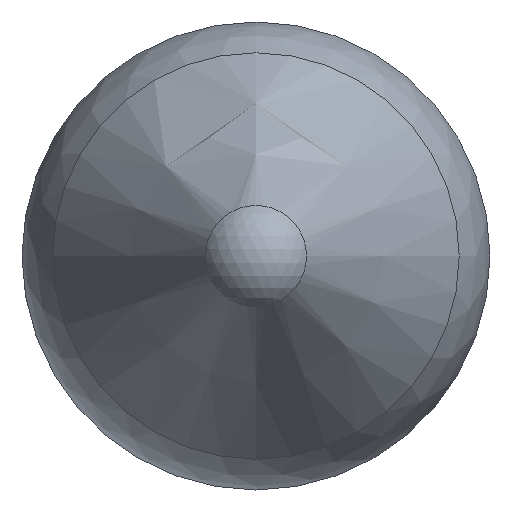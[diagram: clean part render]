
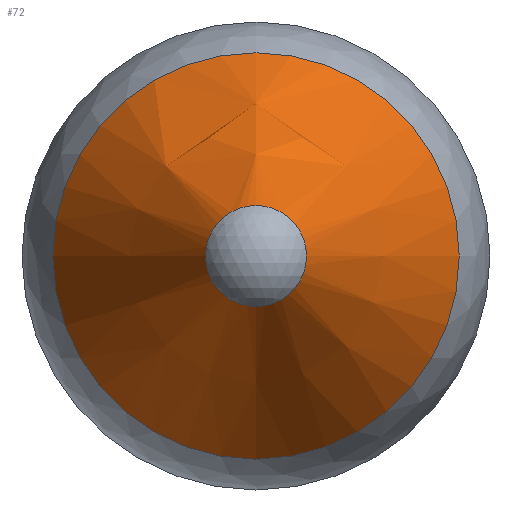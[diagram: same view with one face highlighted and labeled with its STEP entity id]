
A CAD part, front view. The second image highlights one B-rep face of the part: STEP entity #72.
In plain terms, the highlighted free-form (B-spline) face has degree [2, 2] with [3, 9] control points.
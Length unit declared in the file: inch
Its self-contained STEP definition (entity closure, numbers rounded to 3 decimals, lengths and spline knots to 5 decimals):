
#15=(
BOUNDED_SURFACE()
B_SPLINE_SURFACE(2,2,((#140,#141,#142,#143,#144,#145,#146,#147,#148),(#149,
#150,#151,#152,#153,#154,#155,#156,#157),(#158,#159,#160,#161,#162,#163,
#164,#165,#166)),.UNSPECIFIED.,.F.,.T.,.F.)
B_SPLINE_SURFACE_WITH_KNOTS((3,3),(3,2,2,2,3),(0.51907,0.52813),
(-3.14159,-1.5708,0.,1.5708,3.14159),
 .UNSPECIFIED.)
GEOMETRIC_REPRESENTATION_ITEM()
RATIONAL_B_SPLINE_SURFACE(((1.,0.707,1.,0.707,1.,
0.707,1.,0.707,1.),(1.,0.707,
1.,0.707,1.,0.707,
1.,0.707,1.),(1.,0.707,
1.,0.707,1.,0.707,1.,0.707,1.)))
REPRESENTATION_ITEM('')
SURFACE()
);
#24=FACE_OUTER_BOUND('',#29,.T.);
#29=EDGE_LOOP('',(#62,#63,#64,#65));
#30=CIRCLE('',#88,0.04049);
#35=CIRCLE('',#96,0.1628);
#36=CIRCLE('',#97,27.);
#37=VERTEX_POINT('',#125);
#41=VERTEX_POINT('',#137);
#42=EDGE_CURVE('',#37,#37,#30,.T.);
#48=EDGE_CURVE('',#41,#41,#35,.T.);
#49=EDGE_CURVE('',#37,#41,#36,.T.);
#62=ORIENTED_EDGE('',*,*,#42,.F.);
#63=ORIENTED_EDGE('',*,*,#49,.T.);
#64=ORIENTED_EDGE('',*,*,#48,.T.);
#65=ORIENTED_EDGE('',*,*,#49,.F.);
#72=ADVANCED_FACE('',(#24),#15,.F.);
#88=AXIS2_PLACEMENT_3D('',#126,#102,#103);
#96=AXIS2_PLACEMENT_3D('',#139,#119,#120);
#97=AXIS2_PLACEMENT_3D('',#167,#121,#122);
#102=DIRECTION('center_axis',(0.,-1.,0.));
#103=DIRECTION('ref_axis',(1.,0.,0.));
#119=DIRECTION('center_axis',(0.,-1.,0.));
#120=DIRECTION('ref_axis',(1.,0.,0.));
#121=DIRECTION('center_axis',(-1.,0.,0.));
#122=DIRECTION('ref_axis',(0.,0.,1.));
#125=CARTESIAN_POINT('',(0.,0.02325,0.04049));
#126=CARTESIAN_POINT('Origin',(0.,0.02325,
0.));
#137=CARTESIAN_POINT('',(0.,0.23511,0.1628));
#139=CARTESIAN_POINT('Origin',(0.,0.23511,
0.));
#140=CARTESIAN_POINT('Ctrl Pts',(0.,0.23511,
0.1628));
#141=CARTESIAN_POINT('Ctrl Pts',(-0.1628,0.23511,0.1628));
#142=CARTESIAN_POINT('Ctrl Pts',(-0.1628,0.23511,0.));
#143=CARTESIAN_POINT('Ctrl Pts',(-0.1628,0.23511,-0.1628));
#144=CARTESIAN_POINT('Ctrl Pts',(0.,0.23511,
-0.1628));
#145=CARTESIAN_POINT('Ctrl Pts',(0.1628,0.23511,-0.1628));
#146=CARTESIAN_POINT('Ctrl Pts',(0.1628,0.23511,0.));
#147=CARTESIAN_POINT('Ctrl Pts',(0.1628,0.23511,0.1628));
#148=CARTESIAN_POINT('Ctrl Pts',(0.,0.23511,
0.1628));
#149=CARTESIAN_POINT('Ctrl Pts',(0.,0.1289,
0.10213));
#150=CARTESIAN_POINT('Ctrl Pts',(-0.10213,0.1289,0.10213));
#151=CARTESIAN_POINT('Ctrl Pts',(-0.10213,0.1289,0.));
#152=CARTESIAN_POINT('Ctrl Pts',(-0.10213,0.1289,-0.10213));
#153=CARTESIAN_POINT('Ctrl Pts',(0.,0.1289,
-0.10213));
#154=CARTESIAN_POINT('Ctrl Pts',(0.10213,0.1289,-0.10213));
#155=CARTESIAN_POINT('Ctrl Pts',(0.10213,0.1289,0.));
#156=CARTESIAN_POINT('Ctrl Pts',(0.10213,0.1289,0.10213));
#157=CARTESIAN_POINT('Ctrl Pts',(0.,0.1289,
0.10213));
#158=CARTESIAN_POINT('Ctrl Pts',(0.,0.02325,
0.04049));
#159=CARTESIAN_POINT('Ctrl Pts',(-0.04049,0.02325,
0.04049));
#160=CARTESIAN_POINT('Ctrl Pts',(-0.04049,0.02325,
0.));
#161=CARTESIAN_POINT('Ctrl Pts',(-0.04049,0.02325,
-0.04049));
#162=CARTESIAN_POINT('Ctrl Pts',(0.,0.02325,
-0.04049));
#163=CARTESIAN_POINT('Ctrl Pts',(0.04049,0.02325,
-0.04049));
#164=CARTESIAN_POINT('Ctrl Pts',(0.04049,0.02325,0.));
#165=CARTESIAN_POINT('Ctrl Pts',(0.04049,0.02325,
0.04049));
#166=CARTESIAN_POINT('Ctrl Pts',(0.,0.02325,
0.04049));
#167=CARTESIAN_POINT('Origin',(0.,13.62904,-23.2808));
